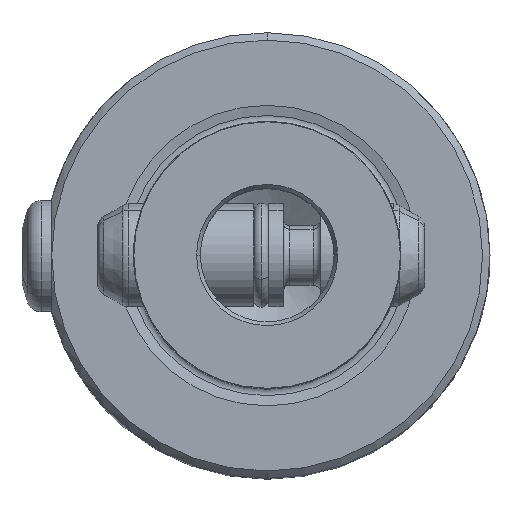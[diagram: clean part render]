
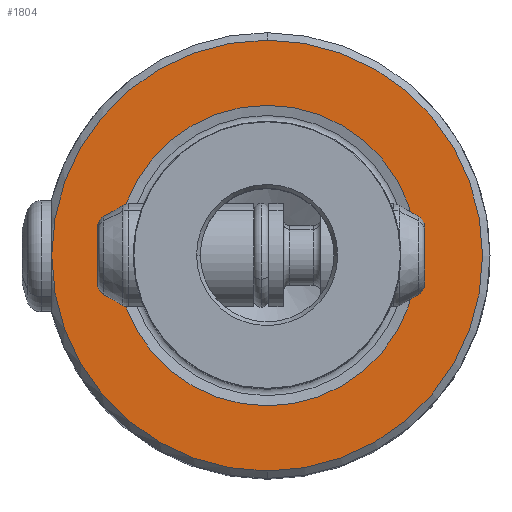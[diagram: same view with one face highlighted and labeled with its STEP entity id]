
A CAD part, top view. The second image highlights one B-rep face of the part: STEP entity #1804.
In plain terms, the highlighted planar face has unit normal (0, 0, 1).
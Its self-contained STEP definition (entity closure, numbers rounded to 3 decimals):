
#1694=VERTEX_POINT('NONE',#3716);
#1804=ADVANCED_FACE('NONE',(#3838,#3839),#3840,.T.);
#1886=EDGE_CURVE('NONE',#1694,#2834,#3933,.F.);
#2090=EDGE_CURVE('NONE',#2834,#2426,#4160,.F.);
#2200=EDGE_CURVE('NONE',#2344,#2264,#4280,.F.);
#2264=VERTEX_POINT('NONE',#4348);
#2344=VERTEX_POINT('NONE',#4437);
#2382=EDGE_CURVE('NONE',#2264,#2344,#4479,.F.);
#2426=VERTEX_POINT('NONE',#4526);
#2632=EDGE_CURVE('NONE',#2426,#1694,#4758,.T.);
#2834=VERTEX_POINT('NONE',#4983);
#3716=CARTESIAN_POINT('',(0.0,-14.5,0.0));
#3838=FACE_OUTER_BOUND('',#8260,.T.);
#3839=FACE_BOUND('',#8261,.T.);
#3840=PLANE('',#8262);
#3933=CIRCLE('',#8403,14.5);
#4160=CIRCLE('',#9657,14.5);
#4280=CIRCLE('',#9849,10.112);
#4348=CARTESIAN_POINT('',(-10.112,0.,0.0));
#4437=CARTESIAN_POINT('',(10.112,0.,0.0));
#4479=CIRCLE('',#10288,10.112);
#4526=CARTESIAN_POINT('',(-14.5,0.,0.));
#4758=CIRCLE('',#10818,14.5);
#4983=CARTESIAN_POINT('',(0.,14.5,0.0));
#8260=EDGE_LOOP('',(#12530,#12531,#12532));
#8261=EDGE_LOOP('',(#12533,#12534));
#8262=AXIS2_PLACEMENT_3D('',#12535,#12536,#12537);
#8403=AXIS2_PLACEMENT_3D('',#12663,#12664,#12665);
#9657=AXIS2_PLACEMENT_3D('',#12924,#12925,#12926);
#9849=AXIS2_PLACEMENT_3D('',#13043,#13044,#13045);
#10288=AXIS2_PLACEMENT_3D('',#13265,#13266,#13267);
#10818=AXIS2_PLACEMENT_3D('',#13589,#13590,#13591);
#12530=ORIENTED_EDGE('',*,*,#2632,.T.);
#12531=ORIENTED_EDGE('',*,*,#1886,.T.);
#12532=ORIENTED_EDGE('',*,*,#2090,.T.);
#12533=ORIENTED_EDGE('',*,*,#2200,.F.);
#12534=ORIENTED_EDGE('',*,*,#2382,.F.);
#12535=CARTESIAN_POINT('',(-9.0,0.0,0.0));
#12536=DIRECTION('',(0.0,-0.0,1.0));
#12537=DIRECTION('',(0.0,1.0,0.0));
#12663=CARTESIAN_POINT('',(0.0,0.0,0.0));
#12664=DIRECTION('',(0.0,0.0,-1.0));
#12665=DIRECTION('',(0.0,-1.0,0.0));
#12924=CARTESIAN_POINT('',(0.0,0.0,0.0));
#12925=DIRECTION('',(0.0,0.0,-1.0));
#12926=DIRECTION('',(0.0,-1.0,0.0));
#13043=CARTESIAN_POINT('',(0.0,0.0,0.0));
#13044=DIRECTION('',(0.0,0.0,-1.0));
#13045=DIRECTION('',(1.0,0.,0.0));
#13265=CARTESIAN_POINT('',(0.0,0.0,0.0));
#13266=DIRECTION('',(0.0,0.0,-1.0));
#13267=DIRECTION('',(1.0,0.,0.0));
#13589=CARTESIAN_POINT('',(0.0,0.0,0.0));
#13590=DIRECTION('',(0.0,0.0,1.0));
#13591=DIRECTION('',(0.0,-1.0,0.0));
